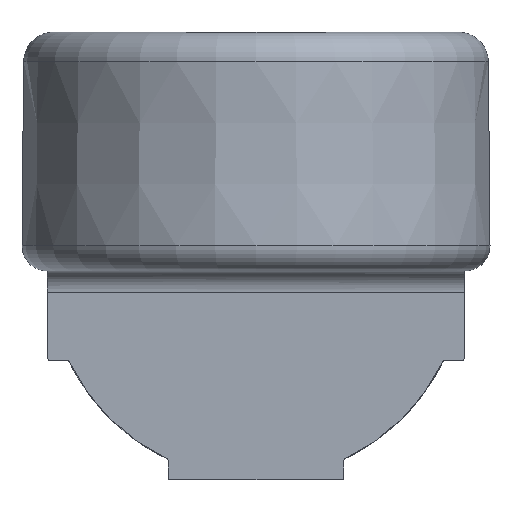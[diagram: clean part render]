
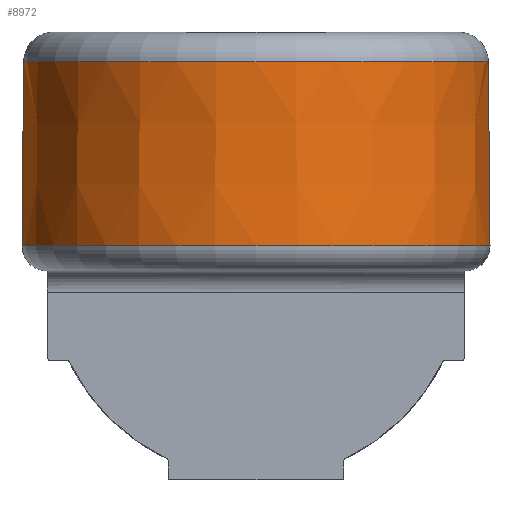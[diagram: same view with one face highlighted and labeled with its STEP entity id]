
A CAD part, left-side view. The second image highlights one B-rep face of the part: STEP entity #8972.
In plain terms, the highlighted conical face has half-angle 0.5 degrees and reference radius 12.446 mm.
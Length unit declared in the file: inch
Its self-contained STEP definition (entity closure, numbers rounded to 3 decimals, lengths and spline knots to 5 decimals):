
#1237 = AXIS2_PLACEMENT_3D ( 'NONE', #53468, #80193, #88336 ) ;
#3660 = EDGE_CURVE ( 'NONE', #66977, #77624, #76514, .T. ) ;
#3902 = ORIENTED_EDGE ( 'NONE', *, *, #3660, .T. ) ;
#4942 = VECTOR ( 'NONE', #49308, 39.37008 ) ;
#8972 = ADVANCED_FACE ( 'NONE', ( #74394 ), #68117, .T. ) ;
#11439 = DIRECTION ( 'NONE',  ( 0., 0., -1. ) ) ;
#13126 = VECTOR ( 'NONE', #32358, 39.37008 ) ;
#18233 = DIRECTION ( 'NONE',  ( 1., 0., 0. ) ) ;
#18293 = CIRCLE ( 'NONE', #29863, 0.48664 ) ;
#22140 = CARTESIAN_POINT ( 'NONE',  ( -0.5, 0., 0.43805 ) ) ;
#22365 = CARTESIAN_POINT ( 'NONE',  ( -0.5, -0.48664, 0.43805 ) ) ;
#24335 = VERTEX_POINT ( 'NONE', #22365 ) ;
#29863 = AXIS2_PLACEMENT_3D ( 'NONE', #22140, #84235, #83800 ) ;
#32358 = DIRECTION ( 'NONE',  ( 0., -0.009, -1. ) ) ;
#35026 = EDGE_LOOP ( 'NONE', ( #80299, #83368, #36203, #3902 ) ) ;
#36203 = ORIENTED_EDGE ( 'NONE', *, *, #63022, .T. ) ;
#39004 = CARTESIAN_POINT ( 'NONE',  ( -0.5, -0.49, 0.0525 ) ) ;
#49308 = DIRECTION ( 'NONE',  ( 0., 0.009, -1. ) ) ;
#51319 = EDGE_CURVE ( 'NONE', #24335, #65441, #18293, .T. ) ;
#53468 = CARTESIAN_POINT ( 'NONE',  ( -0.5, 0., 0.0525 ) ) ;
#57674 = EDGE_CURVE ( 'NONE', #24335, #77624, #73123, .T. ) ;
#57989 = AXIS2_PLACEMENT_3D ( 'NONE', #59490, #11439, #18233 ) ;
#59490 = CARTESIAN_POINT ( 'NONE',  ( -0.5, 0., 0.0525 ) ) ;
#63022 = EDGE_CURVE ( 'NONE', #65441, #66977, #69700, .T. ) ;
#65441 = VERTEX_POINT ( 'NONE', #89477 ) ;
#66809 = CARTESIAN_POINT ( 'NONE',  ( -0.5, -0.49, 0.0525 ) ) ;
#66977 = VERTEX_POINT ( 'NONE', #70563 ) ;
#68117 = CONICAL_SURFACE ( 'NONE', #57989, 0.49, 0.009 ) ;
#69700 = LINE ( 'NONE', #84616, #4942 ) ;
#70563 = CARTESIAN_POINT ( 'NONE',  ( -0.5, 0.49, 0.0525 ) ) ;
#73123 = LINE ( 'NONE', #66809, #13126 ) ;
#74394 = FACE_OUTER_BOUND ( 'NONE', #35026, .T. ) ;
#76514 = CIRCLE ( 'NONE', #1237, 0.49 ) ;
#77624 = VERTEX_POINT ( 'NONE', #39004 ) ;
#80193 = DIRECTION ( 'NONE',  ( 0., 0., 1. ) ) ;
#80299 = ORIENTED_EDGE ( 'NONE', *, *, #57674, .F. ) ;
#83368 = ORIENTED_EDGE ( 'NONE', *, *, #51319, .T. ) ;
#83800 = DIRECTION ( 'NONE',  ( -1., 0., 0. ) ) ;
#84235 = DIRECTION ( 'NONE',  ( 0., 0., -1. ) ) ;
#84616 = CARTESIAN_POINT ( 'NONE',  ( -0.5, 0.49, 0.0525 ) ) ;
#88336 = DIRECTION ( 'NONE',  ( 1., 0., 0. ) ) ;
#89477 = CARTESIAN_POINT ( 'NONE',  ( -0.5, 0.48664, 0.43805 ) ) ;
